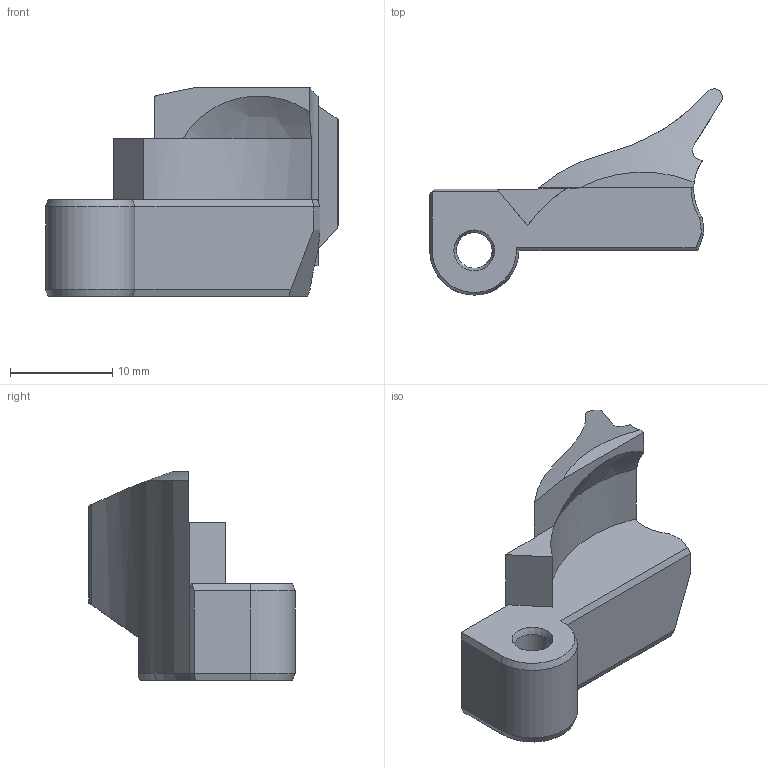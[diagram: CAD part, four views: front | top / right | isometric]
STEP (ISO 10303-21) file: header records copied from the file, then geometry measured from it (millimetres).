
FILE_DESCRIPTION(/* description */ (''),/* implementation_level */ '2;1');
FILE_NAME(/* name */ 'MINI-inspection-door.stp',/* time_stamp */ '2019',/* author */ ('Robert Turinsky'),/* organization */ (''),/* preprocessor_version */ 'ST-DEVELOPER v17.2',/* originating_system */ 'Autodesk Inventor 2019',/* authorisation */ '');
FILE_SCHEMA (('AUTOMOTIVE_DESIGN { 1 0 10303 214 3 1 1 }'));
Length unit declared in the file: millimetre
Products named in the file (1): filament-spur-cover
Bounding box: 28.69 x 20.19 x 20.45 mm (x, y, z)
Volume: 2793.3 mm3; surface area: 1856.6 mm2
Topology: 1 solids, 1 shells, 48 faces, 122 edges, 76 vertices
Faces by surface type: plane 26, cone 11, cylinder 10, bspline 1
Full cylindrical faces by diameter (mm): 3.5 x1
Entity records: 1541 total; most frequent: CARTESIAN_POINT 364, ORIENTED_EDGE 244, DIRECTION 231, EDGE_CURVE 122, AXIS2_PLACEMENT_3D 82, VERTEX_POINT 76, LINE 67, VECTOR 67
